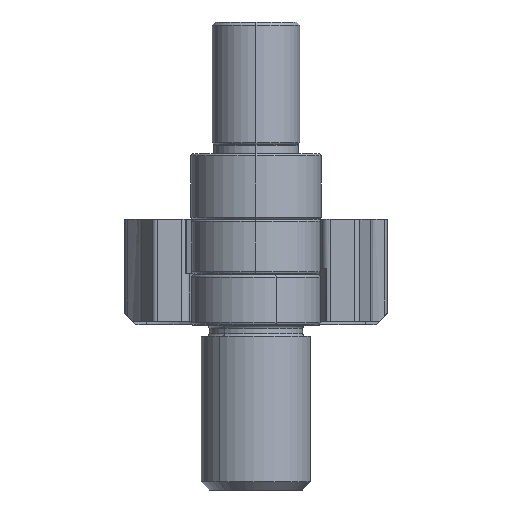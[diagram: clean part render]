
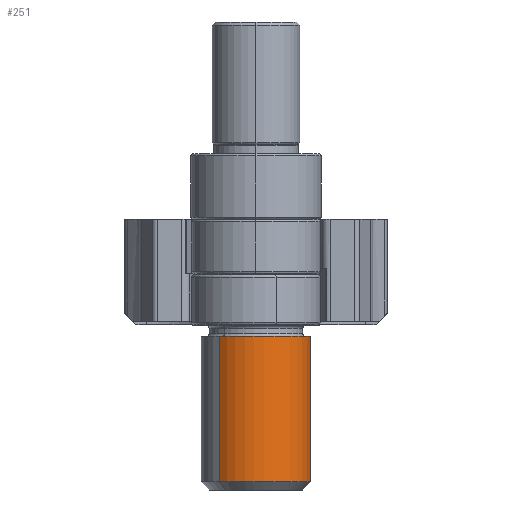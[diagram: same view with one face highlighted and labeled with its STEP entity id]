
A CAD part, left-side view. The second image highlights one B-rep face of the part: STEP entity #251.
In plain terms, the highlighted cylindrical face has radius 5 mm (diameter 10 mm), a partial arc.
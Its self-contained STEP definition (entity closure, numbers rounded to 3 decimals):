
#251 = ADVANCED_FACE ( 'NONE', ( #3063 ), #1852, .T. ) ;
#404 = CIRCLE ( 'NONE', #4398, 5. ) ;
#634 = DIRECTION ( 'NONE',  ( 0., 0., -1. ) ) ;
#1406 = ORIENTED_EDGE ( 'NONE', *, *, #1862, .T. ) ;
#1654 = DIRECTION ( 'NONE',  ( -1., 0., 0. ) ) ;
#1758 = AXIS2_PLACEMENT_3D ( 'NONE', #5755, #2143, #2165 ) ;
#1852 = CYLINDRICAL_SURFACE ( 'NONE', #1758, 5. ) ;
#1862 = EDGE_CURVE ( 'NONE', #4168, #6172, #404, .T. ) ;
#2078 = CARTESIAN_POINT ( 'NONE',  ( 5., 0., -19.4 ) ) ;
#2143 = DIRECTION ( 'NONE',  ( 0., 0., 1. ) ) ;
#2165 = DIRECTION ( 'NONE',  ( 1., 0., 0. ) ) ;
#2223 = VECTOR ( 'NONE', #5677, 1000. ) ;
#2381 = LINE ( 'NONE', #5467, #3245 ) ;
#2568 = EDGE_CURVE ( 'NONE', #3620, #5445, #3741, .T. ) ;
#2706 = CARTESIAN_POINT ( 'NONE',  ( -5., 0., -18.65 ) ) ;
#2864 = DIRECTION ( 'NONE',  ( 0., 0., 1. ) ) ;
#2922 = DIRECTION ( 'NONE',  ( 0., 0., 1. ) ) ;
#3013 = CARTESIAN_POINT ( 'NONE',  ( 5., 0., -18.65 ) ) ;
#3045 = EDGE_CURVE ( 'NONE', #5445, #4168, #3818, .T. ) ;
#3063 = FACE_OUTER_BOUND ( 'NONE', #5197, .T. ) ;
#3245 = VECTOR ( 'NONE', #2922, 1000. ) ;
#3481 = CARTESIAN_POINT ( 'NONE',  ( -5., 0., -5.4 ) ) ;
#3620 = VERTEX_POINT ( 'NONE', #2706 ) ;
#3635 = AXIS2_PLACEMENT_3D ( 'NONE', #3849, #2864, #5944 ) ;
#3741 = CIRCLE ( 'NONE', #3635, 5. ) ;
#3818 = LINE ( 'NONE', #2078, #2223 ) ;
#3849 = CARTESIAN_POINT ( 'NONE',  ( 0., 0., -18.65 ) ) ;
#3880 = EDGE_CURVE ( 'NONE', #3620, #6172, #2381, .T. ) ;
#4168 = VERTEX_POINT ( 'NONE', #6613 ) ;
#4398 = AXIS2_PLACEMENT_3D ( 'NONE', #6275, #634, #1654 ) ;
#4525 = ORIENTED_EDGE ( 'NONE', *, *, #3880, .F. ) ;
#5197 = EDGE_LOOP ( 'NONE', ( #4525, #5818, #6497, #1406 ) ) ;
#5445 = VERTEX_POINT ( 'NONE', #3013 ) ;
#5467 = CARTESIAN_POINT ( 'NONE',  ( -5., 0., -19.4 ) ) ;
#5677 = DIRECTION ( 'NONE',  ( 0., 0., 1. ) ) ;
#5755 = CARTESIAN_POINT ( 'NONE',  ( 0., 0., -19.4 ) ) ;
#5818 = ORIENTED_EDGE ( 'NONE', *, *, #2568, .T. ) ;
#5944 = DIRECTION ( 'NONE',  ( -1., 0., 0. ) ) ;
#6172 = VERTEX_POINT ( 'NONE', #3481 ) ;
#6275 = CARTESIAN_POINT ( 'NONE',  ( 0., 0., -5.4 ) ) ;
#6497 = ORIENTED_EDGE ( 'NONE', *, *, #3045, .T. ) ;
#6613 = CARTESIAN_POINT ( 'NONE',  ( 5., 0., -5.4 ) ) ;
